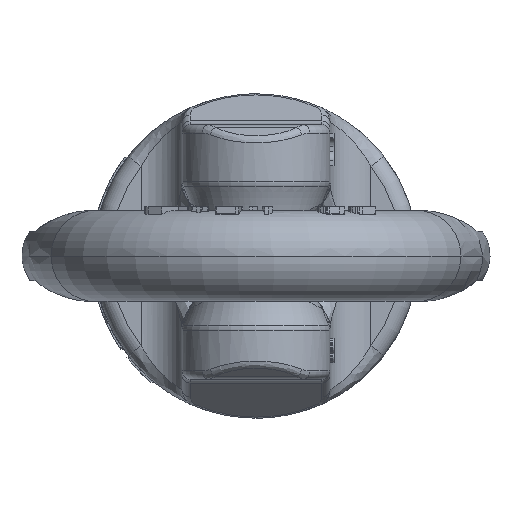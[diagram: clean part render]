
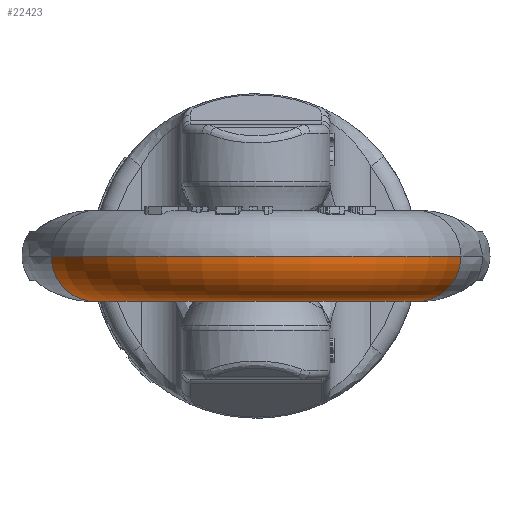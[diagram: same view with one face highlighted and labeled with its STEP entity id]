
A CAD part, left-side view. The second image highlights one B-rep face of the part: STEP entity #22423.
In plain terms, the highlighted toroidal (fillet/blend) face has major radius 20.5 mm and minor radius 5.5 mm.
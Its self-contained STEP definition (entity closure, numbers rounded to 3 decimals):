
#17496=CARTESIAN_POINT('',(-50.,0.,0.));
#17497=DIRECTION('',(0.,0.,1.));
#17498=DIRECTION('',(-0.28,0.96,0.));
#17499=AXIS2_PLACEMENT_3D('',#17496,#17497,#17498);
#18427=CARTESIAN_POINT('',(-55.74,-19.68,0.));
#18428=DIRECTION('',(0.96,-0.28,0.));
#18429=DIRECTION('',(-0.28,-0.96,0.));
#18430=AXIS2_PLACEMENT_3D('',#18427,#18428,#18429);
#18756=CARTESIAN_POINT('',(-55.74,19.68,0.));
#18757=DIRECTION('',(-0.96,-0.28,0.));
#18758=DIRECTION('',(-0.28,0.96,0.));
#18759=AXIS2_PLACEMENT_3D('',#18756,#18757,#18758);
#18761=CARTESIAN_POINT('',(-50.,0.,0.));
#18762=DIRECTION('',(0.,0.,1.));
#18763=DIRECTION('',(-0.28,0.96,0.));
#18764=AXIS2_PLACEMENT_3D('',#18761,#18762,#18763);
#21070=CARTESIAN_POINT('',(-54.2,14.4,0.));
#21071=CARTESIAN_POINT('',(-57.28,24.96,0.));
#21072=VERTEX_POINT('',#21070);
#21073=VERTEX_POINT('',#21071);
#21074=CARTESIAN_POINT('',(-54.2,-14.4,0.));
#21075=CARTESIAN_POINT('',(-57.28,-24.96,0.));
#21076=VERTEX_POINT('',#21074);
#21077=VERTEX_POINT('',#21075);
#22412=CARTESIAN_POINT('',(-50.,0.,0.));
#22413=DIRECTION('',(0.,0.,1.));
#22414=DIRECTION('',(0.28,-0.96,0.));
#22415=AXIS2_PLACEMENT_3D('',#22412,#22413,#22414);
#22416=TOROIDAL_SURFACE('',#22415,20.5,5.5);
#22417=ORIENTED_EDGE('',*,*,#22248,.F.);
#22418=ORIENTED_EDGE('',*,*,#21953,.T.);
#22419=ORIENTED_EDGE('',*,*,#22282,.T.);
#22420=ORIENTED_EDGE('',*,*,#21950,.F.);
#22421=EDGE_LOOP('',(#22417,#22418,#22419,#22420));
#22422=FACE_OUTER_BOUND('',#22421,.F.);
#22423=ADVANCED_FACE('',(#22422),#22416,.T.);
#17500=CIRCLE('',#17499,15.);
#18431=CIRCLE('',#18430,5.5);
#18760=CIRCLE('',#18759,5.5);
#18765=CIRCLE('',#18764,26.);
#21950=EDGE_CURVE('',#21072,#21076,#17500,.T.);
#21953=EDGE_CURVE('',#21073,#21077,#18765,.T.);
#22248=EDGE_CURVE('',#21073,#21072,#18760,.T.);
#22282=EDGE_CURVE('',#21077,#21076,#18431,.T.);
